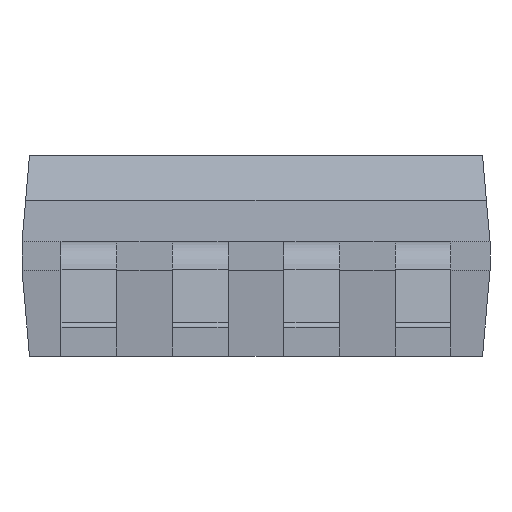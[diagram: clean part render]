
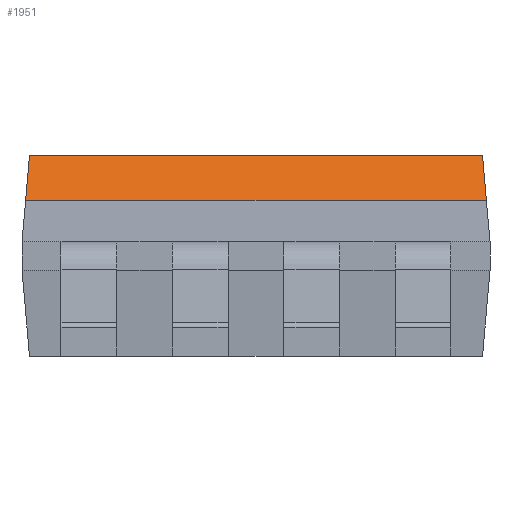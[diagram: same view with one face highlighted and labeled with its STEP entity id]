
A CAD part, front view. The second image highlights one B-rep face of the part: STEP entity #1951.
In plain terms, the highlighted planar face has unit normal (0, -0.643, 0.766).
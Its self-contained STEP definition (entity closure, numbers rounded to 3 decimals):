
#507 = VERTEX_POINT('',#508);
#508 = CARTESIAN_POINT('',(-1.016,-0.946,0.91));
#514 = EDGE_CURVE('',#507,#515,#517,.T.);
#515 = VERTEX_POINT('',#516);
#516 = CARTESIAN_POINT('',(1.016,-0.946,0.91));
#517 = LINE('',#518,#519);
#518 = CARTESIAN_POINT('',(1.016,-0.946,0.91));
#519 = VECTOR('',#520,1.);
#520 = DIRECTION('',(1.,0.,0.));
#1697 = VERTEX_POINT('',#1698);
#1698 = CARTESIAN_POINT('',(-1.034,-1.184,
    0.711));
#1704 = EDGE_CURVE('',#1697,#507,#1705,.T.);
#1705 = LINE('',#1706,#1707);
#1706 = CARTESIAN_POINT('',(-1.016,-0.948,
    0.909));
#1707 = VECTOR('',#1708,1.);
#1708 = DIRECTION('',(0.056,0.765,0.642)
  );
#1722 = VERTEX_POINT('',#1723);
#1723 = CARTESIAN_POINT('',(1.034,-1.184,
    0.711));
#1729 = EDGE_CURVE('',#1722,#1697,#1730,.T.);
#1730 = LINE('',#1731,#1732);
#1731 = CARTESIAN_POINT('',(-1.016,-1.184,
    0.711));
#1732 = VECTOR('',#1733,1.);
#1733 = DIRECTION('',(-1.,0.,0.));
#1774 = EDGE_CURVE('',#515,#1722,#1775,.T.);
#1775 = LINE('',#1776,#1777);
#1776 = CARTESIAN_POINT('',(1.01,-0.858,
    0.984));
#1777 = VECTOR('',#1778,1.);
#1778 = DIRECTION('',(0.056,-0.765,
    -0.642));
#1951 = ADVANCED_FACE('',(#1952),#1958,.F.);
#1952 = FACE_BOUND('',#1953,.T.);
#1953 = EDGE_LOOP('',(#1954,#1955,#1956,#1957));
#1954 = ORIENTED_EDGE('',*,*,#1704,.F.);
#1955 = ORIENTED_EDGE('',*,*,#1729,.F.);
#1956 = ORIENTED_EDGE('',*,*,#1774,.F.);
#1957 = ORIENTED_EDGE('',*,*,#514,.F.);
#1958 = PLANE('',#1959);
#1959 = AXIS2_PLACEMENT_3D('',#1960,#1961,#1962);
#1960 = CARTESIAN_POINT('',(-1.05,-0.946,0.91));
#1961 = DIRECTION('',(0.,0.643,-0.766));
#1962 = DIRECTION('',(0.,0.766,0.643));
